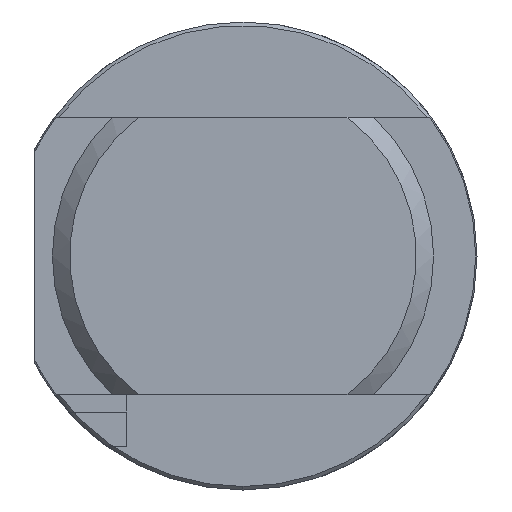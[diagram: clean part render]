
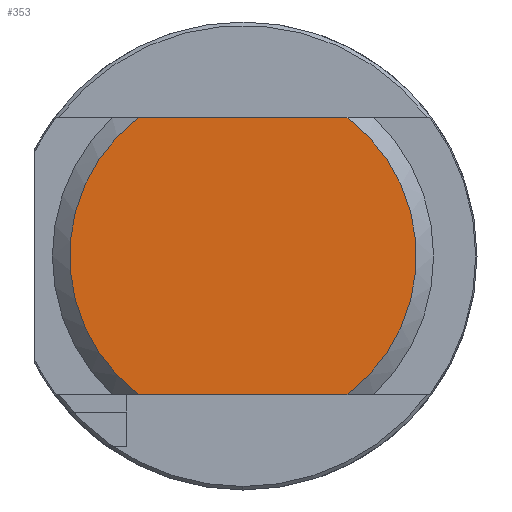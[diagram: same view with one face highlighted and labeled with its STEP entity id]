
A CAD part, left-side view. The second image highlights one B-rep face of the part: STEP entity #353.
In plain terms, the highlighted planar face has unit normal (-1, 0, 0).
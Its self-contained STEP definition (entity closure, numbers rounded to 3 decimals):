
#353 = ADVANCED_FACE ( 'NONE', ( #2217 ), #3869, .F. ) ;
#722 = CARTESIAN_POINT ( 'NONE',  ( 0., 6., -8. ) ) ;
#725 = CARTESIAN_POINT ( 'NONE',  ( 0., 6., 8. ) ) ;
#735 = CARTESIAN_POINT ( 'NONE',  ( 0., -6., -8. ) ) ;
#736 = CARTESIAN_POINT ( 'NONE',  ( 0., -6., 8. ) ) ;
#994 = CIRCLE ( 'NONE', #3539, 10. ) ;
#1019 = LINE ( 'NONE', #2472, #1175 ) ;
#1033 = CIRCLE ( 'NONE', #3534, 10. ) ;
#1170 = LINE ( 'NONE', #2468, #1185 ) ;
#1175 = VECTOR ( 'NONE', #2481, 1000. ) ;
#1185 = VECTOR ( 'NONE', #2476, 1000. ) ;
#1509 = ORIENTED_EDGE ( 'NONE', *, *, #3061, .F. ) ;
#1510 = ORIENTED_EDGE ( 'NONE', *, *, #3075, .T. ) ;
#1511 = ORIENTED_EDGE ( 'NONE', *, *, #3063, .F. ) ;
#1512 = ORIENTED_EDGE ( 'NONE', *, *, #3062, .T. ) ;
#2024 = EDGE_LOOP ( 'NONE', ( #1512, #1511, #1510, #1509 ) ) ;
#2217 = FACE_OUTER_BOUND ( 'NONE', #2024, .T. ) ;
#2468 = CARTESIAN_POINT ( 'NONE',  ( 0., 12.75, 8. ) ) ;
#2472 = CARTESIAN_POINT ( 'NONE',  ( 0., 12.75, -8. ) ) ;
#2475 = CARTESIAN_POINT ( 'NONE',  ( 0., 0., 0. ) ) ;
#2476 = DIRECTION ( 'NONE',  ( 0., -1., 0. ) ) ;
#2478 = DIRECTION ( 'NONE',  ( -1., 0., 0. ) ) ;
#2479 = DIRECTION ( 'NONE',  ( 0., 0., -1. ) ) ;
#2481 = DIRECTION ( 'NONE',  ( 0., 1., 0. ) ) ;
#2508 = CARTESIAN_POINT ( 'NONE',  ( 0., 0., 0. ) ) ;
#2519 = DIRECTION ( 'NONE',  ( -1., 0., 0. ) ) ;
#2520 = DIRECTION ( 'NONE',  ( 0., 0., -1. ) ) ;
#3061 = EDGE_CURVE ( 'NONE', #3772, #3783, #1170, .T. ) ;
#3062 = EDGE_CURVE ( 'NONE', #3772, #3769, #1033, .T. ) ;
#3063 = EDGE_CURVE ( 'NONE', #3782, #3769, #1019, .T. ) ;
#3075 = EDGE_CURVE ( 'NONE', #3782, #3783, #994, .T. ) ;
#3396 = AXIS2_PLACEMENT_3D ( 'NONE', #3870, #3867, #3866 ) ;
#3534 = AXIS2_PLACEMENT_3D ( 'NONE', #2475, #2478, #2479 ) ;
#3539 = AXIS2_PLACEMENT_3D ( 'NONE', #2508, #2519, #2520 ) ;
#3769 = VERTEX_POINT ( 'NONE', #722 ) ;
#3772 = VERTEX_POINT ( 'NONE', #725 ) ;
#3782 = VERTEX_POINT ( 'NONE', #735 ) ;
#3783 = VERTEX_POINT ( 'NONE', #736 ) ;
#3866 = DIRECTION ( 'NONE',  ( 0., 0., -1. ) ) ;
#3867 = DIRECTION ( 'NONE',  ( 1., 0., 0. ) ) ;
#3869 = PLANE ( 'NONE',  #3396 ) ;
#3870 = CARTESIAN_POINT ( 'NONE',  ( 0., 0., 0. ) ) ;
